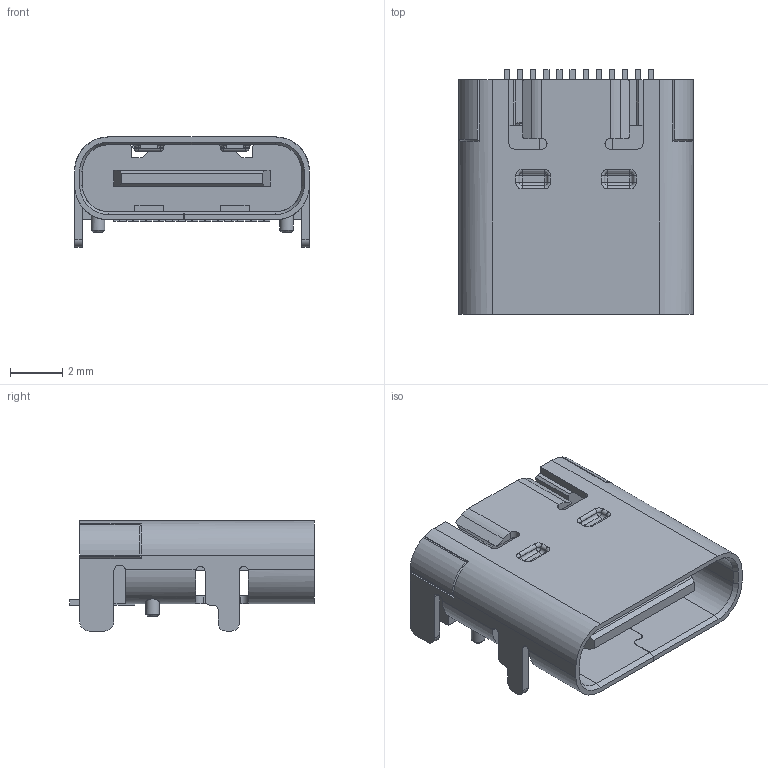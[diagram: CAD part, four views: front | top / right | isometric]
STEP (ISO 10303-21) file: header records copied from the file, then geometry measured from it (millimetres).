
FILE_DESCRIPTION(/* description */ ('Unknown'),/* implementation_level */ '2;1');
FILE_NAME(/* name */ 'DX07SD24JJ4R1100',/* time_stamp */ '2023-02-14T12:05:20+02:00',/* author */ ('Unknown'),/* organization */ ('Unknown'),/* preprocessor_version */ 'ST-DEVELOPER v18.1',/* originating_system */ 'Solid Edge',/* authorisation */ 'Unknown');
FILE_SCHEMA (('AUTOMOTIVE_DESIGN {1 0 10303 214 3 1 1}'));
Length unit declared in the file: millimetre
Products named in the file (1): DX07SD24JJ4R1100
Bounding box: 8.95 x 9.34 x 4.2 mm (x, y, z)
Volume: 113.2 mm3; surface area: 512 mm2
Topology: 1 solids, 15 shells, 504 faces, 1409 edges, 906 vertices
Faces by surface type: plane 346, cylinder 118, sphere 16, torus 16, cone 8
Full cylindrical faces by diameter (mm): 0.52 x2
Entity records: 19395 total; most frequent: CARTESIAN_POINT 2906, ORIENTED_EDGE 2690, DIRECTION 2632, EDGE_CURVE 1385, LINE 1098, VECTOR 1098, VERTEX_POINT 902, AXIS2_PLACEMENT_3D 767
